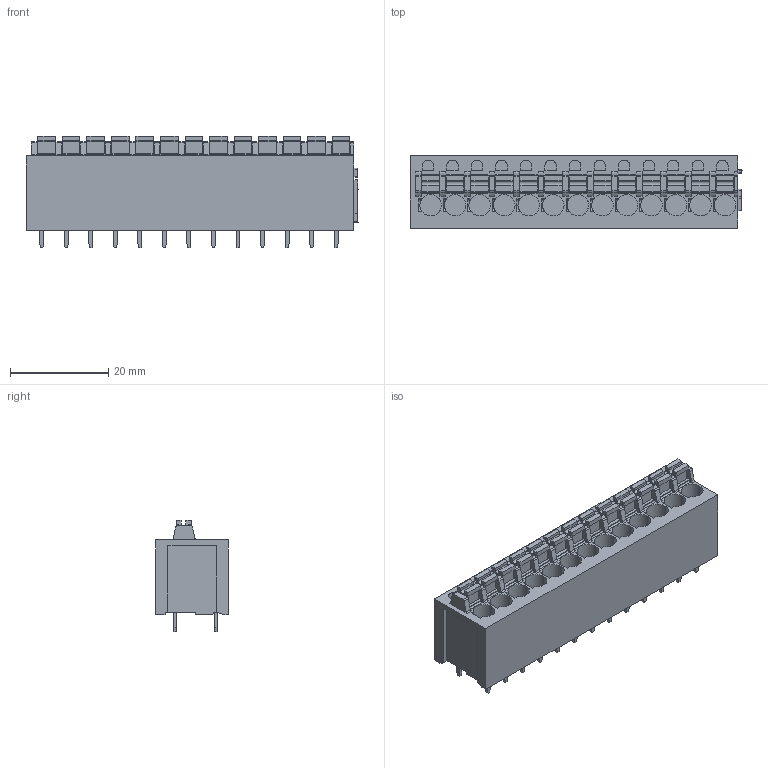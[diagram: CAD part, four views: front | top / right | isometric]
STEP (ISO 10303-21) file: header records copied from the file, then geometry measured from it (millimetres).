
FILE_DESCRIPTION(('CATIA V5 STEP Exchange','CAx-IF Rec.Pracs.--- Model Styling and Organization---1.4--- 2014-01-23'),'2;1');
FILE_NAME ('D1491537_0_1425150000_1425150000.stp','2021-06-28T10:47:47+00:00',('none'),('Weidmueller'),'CATIA Version 5-6 Release 2016 SP3 HF44','CATIA V5 STEP AP214','none');
FILE_SCHEMA(('AUTOMOTIVE_DESIGN { 1 0 10303 214 1 1 1 1 }'));
Length unit declared in the file: millimetre
Products named in the file (1): 1425150000
Bounding box: 67.65 x 14.8 x 22.7 mm (x, y, z)
Volume: 13917.1 mm3; surface area: 8307.6 mm2
Topology: 40 solids, 40 shells, 905 faces, 2388 edges, 1592 vertices
Faces by surface type: plane 691, cylinder 214
Entity records: 26760 total; most frequent: ORIENTED_EDGE 4776, CARTESIAN_POINT 4743, DIRECTION 3511, EDGE_CURVE 2388, VECTOR 1934, LINE 1934, VERTEX_POINT 1592, AXIS2_PLACEMENT_3D 1001
